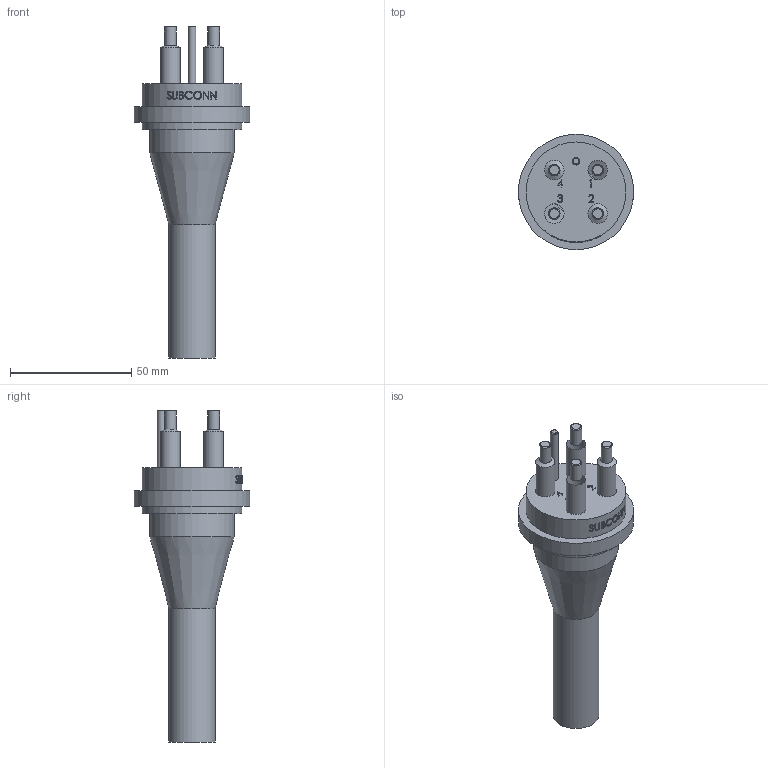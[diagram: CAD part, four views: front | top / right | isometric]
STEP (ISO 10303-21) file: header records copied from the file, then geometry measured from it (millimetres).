
FILE_DESCRIPTION(/* description */ ('STEP AP214'),/* implementation_level */ '2;1');
FILE_NAME(/* name */ 'HPIL4M.stp',/* time_stamp */ '2021-01-13T09:23:13+01:00',/* author */ ('sh'),/* organization */ (''),/* preprocessor_version */ 'ST-DEVELOPER v17.2',/* originating_system */ 'Autodesk Inventor 2019',/* authorisation */ '');
FILE_SCHEMA (('AUTOMOTIVE_DESIGN { 1 0 10303 214 3 1 1 }'));
Length unit declared in the file: inch
Products named in the file (1): HPIL4M
Bounding box: 47.62 x 47.62 x 137.12 mm (x, y, z)
Volume: 74508.3 mm3; surface area: 14694 mm2
Topology: 1 solids, 1 shells, 188 faces, 506 edges, 349 vertices
Faces by surface type: plane 78, bspline 76, cylinder 24, cone 10
Full cylindrical faces by diameter (mm): 3.175 x1, 4.762 x4, 8.077 x4, 19.05 x1, 34.925 x1, 41.275 x2, 47.625 x1
Entity records: 20995 total; most frequent: CARTESIAN_POINT 16551, ORIENTED_EDGE 1008, DIRECTION 701, EDGE_CURVE 504, VERTEX_POINT 345, LINE 245, VECTOR 245, AXIS2_PLACEMENT_3D 228
